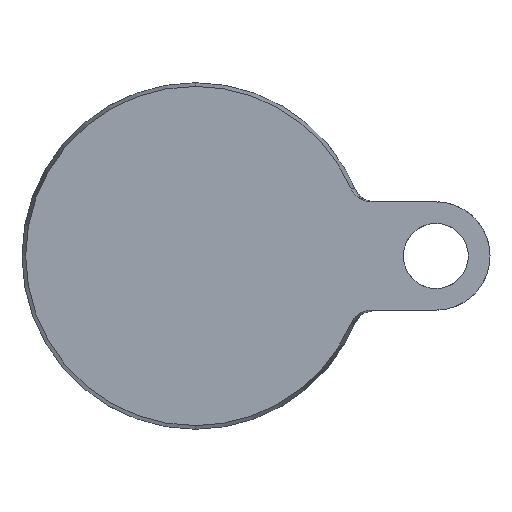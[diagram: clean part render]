
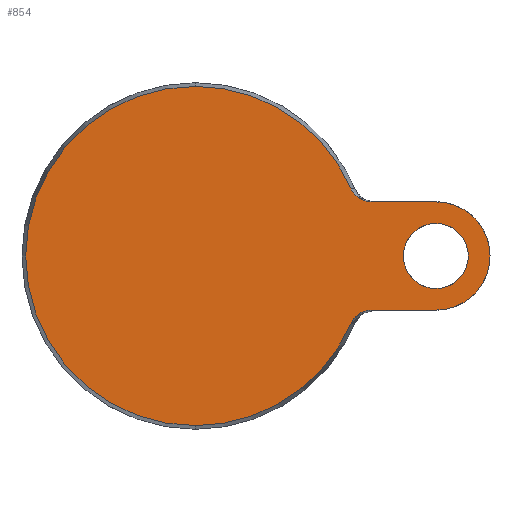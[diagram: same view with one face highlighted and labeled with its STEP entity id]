
A CAD part, front view. The second image highlights one B-rep face of the part: STEP entity #854.
In plain terms, the highlighted planar face has unit normal (0, -1, 0).
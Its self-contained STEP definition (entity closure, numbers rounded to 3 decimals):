
#1 = FACE_OUTER_BOUND ( 'NONE', #186, .T. ) ;
#30 = EDGE_CURVE ( 'NONE', #969, #693, #1086, .T. ) ;
#48 = DIRECTION ( 'NONE',  ( 1., 0., 0. ) ) ;
#67 = CARTESIAN_POINT ( 'NONE',  ( 40.579, 0., -12.5 ) ) ;
#81 = DIRECTION ( 'NONE',  ( 0., 0., -1. ) ) ;
#93 = EDGE_CURVE ( 'NONE', #1058, #1490, #1497, .T. ) ;
#98 = EDGE_CURVE ( 'NONE', #944, #484, #107, .T. ) ;
#107 = CIRCLE ( 'NONE', #1391, 7.5 ) ;
#118 = CARTESIAN_POINT ( 'NONE',  ( 40.579, 0., 12.5 ) ) ;
#122 = CARTESIAN_POINT ( 'NONE',  ( 40.579, 0., 12.5 ) ) ;
#128 = CARTESIAN_POINT ( 'NONE',  ( 0., 0., -39.143 ) ) ;
#130 = ORIENTED_EDGE ( 'NONE', *, *, #1001, .T. ) ;
#135 = CARTESIAN_POINT ( 'NONE',  ( 37.4, 0., 13.603 ) ) ;
#140 = PLANE ( 'NONE',  #1309 ) ;
#145 = CARTESIAN_POINT ( 'NONE',  ( 35.928, 0., 15.535 ) ) ;
#186 = EDGE_LOOP ( 'NONE', ( #535, #1096, #588, #466, #782, #130, #1511, #1601 ) ) ;
#196 = CARTESIAN_POINT ( 'NONE',  ( 37.591, 0., -13.458 ) ) ;
#198 = LINE ( 'NONE', #694, #1434 ) ;
#214 = CARTESIAN_POINT ( 'NONE',  ( 55.5, 0., 7.5 ) ) ;
#231 = AXIS2_PLACEMENT_3D ( 'NONE', #472, #1198, #1227 ) ;
#259 = CARTESIAN_POINT ( 'NONE',  ( 38.897, 0., 12.778 ) ) ;
#265 = CARTESIAN_POINT ( 'NONE',  ( 36.388, 0., 14.659 ) ) ;
#275 = CARTESIAN_POINT ( 'NONE',  ( 55.5, 0., 0. ) ) ;
#296 = ORIENTED_EDGE ( 'NONE', *, *, #490, .T. ) ;
#318 = CARTESIAN_POINT ( 'NONE',  ( 35.928, 0., -15.535 ) ) ;
#355 = DIRECTION ( 'NONE',  ( 0., 0., -1. ) ) ;
#366 = CARTESIAN_POINT ( 'NONE',  ( 37.598, 0., 13.453 ) ) ;
#466 = ORIENTED_EDGE ( 'NONE', *, *, #550, .T. ) ;
#470 = CARTESIAN_POINT ( 'NONE',  ( 38.891, 0., -12.781 ) ) ;
#472 = CARTESIAN_POINT ( 'NONE',  ( 0., 0., 0. ) ) ;
#484 = VERTEX_POINT ( 'NONE', #1415 ) ;
#487 = CARTESIAN_POINT ( 'NONE',  ( 0., 0., 39.143 ) ) ;
#490 = EDGE_CURVE ( 'NONE', #484, #944, #594, .T. ) ;
#505 = CARTESIAN_POINT ( 'NONE',  ( 0., 0., 0. ) ) ;
#515 = CIRCLE ( 'NONE', #231, 39.143 ) ;
#521 = CARTESIAN_POINT ( 'NONE',  ( 40.085, 0., 12.5 ) ) ;
#535 = ORIENTED_EDGE ( 'NONE', *, *, #1624, .F. ) ;
#550 = EDGE_CURVE ( 'NONE', #693, #1478, #515, .T. ) ;
#572 = EDGE_CURVE ( 'NONE', #1490, #1215, #198, .T. ) ;
#588 = ORIENTED_EDGE ( 'NONE', *, *, #30, .T. ) ;
#594 = CIRCLE ( 'NONE', #916, 7.5 ) ;
#658 = LINE ( 'NONE', #666, #1256 ) ;
#666 = CARTESIAN_POINT ( 'NONE',  ( 15., 0., 12.5 ) ) ;
#672 = DIRECTION ( 'NONE',  ( 0., 0., 1. ) ) ;
#693 = VERTEX_POINT ( 'NONE', #487 ) ;
#694 = CARTESIAN_POINT ( 'NONE',  ( 15., 0., -12.5 ) ) ;
#698 = CARTESIAN_POINT ( 'NONE',  ( 39.592, 0., -12.572 ) ) ;
#736 = ORIENTED_EDGE ( 'NONE', *, *, #98, .T. ) ;
#747 = EDGE_CURVE ( 'NONE', #1478, #970, #953, .T. ) ;
#748 = CARTESIAN_POINT ( 'NONE',  ( 38.221, 0., 13.07 ) ) ;
#757 = CARTESIAN_POINT ( 'NONE',  ( 38.008, 0., 13.187 ) ) ;
#764 = CARTESIAN_POINT ( 'NONE',  ( 36.124, 0., 15.081 ) ) ;
#782 = ORIENTED_EDGE ( 'NONE', *, *, #747, .T. ) ;
#790 = DIRECTION ( 'NONE',  ( 0., 1., 0. ) ) ;
#794 = DIRECTION ( 'NONE',  ( 0., 1., 0. ) ) ;
#828 = CARTESIAN_POINT ( 'NONE',  ( 35.928, 0., 15.535 ) ) ;
#854 = ADVANCED_FACE ( 'NONE', ( #1, #907 ), #140, .F. ) ;
#866 = DIRECTION ( 'NONE',  ( 0., 1., 0. ) ) ;
#878 = B_SPLINE_CURVE_WITH_KNOTS ( 'NONE', 3,
 ( #122, #521, #883, #259, #1368, #748, #757, #366, #135, #1380, #1261, #265, #764, #145 ),
 .UNSPECIFIED., .F., .F.,
 ( 4, 2, 2, 2, 2, 2, 4 ),
 ( 0., 0.001, 0.002, 0.003, 0.004, 0.004, 0.006 ),
 .UNSPECIFIED. ) ;
#883 = CARTESIAN_POINT ( 'NONE',  ( 39.603, 0., 12.57 ) ) ;
#907 = FACE_BOUND ( 'NONE', #913, .T. ) ;
#913 = EDGE_LOOP ( 'NONE', ( #296, #736 ) ) ;
#916 = AXIS2_PLACEMENT_3D ( 'NONE', #275, #794, #1063 ) ;
#944 = VERTEX_POINT ( 'NONE', #214 ) ;
#948 = B_SPLINE_CURVE_WITH_KNOTS ( 'NONE', 3,
 ( #1097, #964, #1580, #1565, #957, #971, #196, #1585, #1451, #1349, #470, #698, #1204, #67 ),
 .UNSPECIFIED., .F., .F.,
 ( 4, 2, 2, 2, 2, 2, 4 ),
 ( 0., 0.001, 0.002, 0.003, 0.004, 0.004, 0.006 ),
 .UNSPECIFIED. ) ;
#953 = CIRCLE ( 'NONE', #1278, 39.143 ) ;
#957 = CARTESIAN_POINT ( 'NONE',  ( 37.031, 0., -13.929 ) ) ;
#964 = CARTESIAN_POINT ( 'NONE',  ( 36.124, 0., -15.081 ) ) ;
#969 = VERTEX_POINT ( 'NONE', #828 ) ;
#970 = VERTEX_POINT ( 'NONE', #318 ) ;
#971 = CARTESIAN_POINT ( 'NONE',  ( 37.397, 0., -13.606 ) ) ;
#996 = CARTESIAN_POINT ( 'NONE',  ( 55.5, 0., 0. ) ) ;
#1001 = EDGE_CURVE ( 'NONE', #970, #1215, #948, .T. ) ;
#1058 = VERTEX_POINT ( 'NONE', #1137 ) ;
#1063 = DIRECTION ( 'NONE',  ( 0., 0., 1. ) ) ;
#1077 = DIRECTION ( 'NONE',  ( -1., 0., 0. ) ) ;
#1086 = CIRCLE ( 'NONE', #1547, 39.143 ) ;
#1096 = ORIENTED_EDGE ( 'NONE', *, *, #1470, .T. ) ;
#1097 = CARTESIAN_POINT ( 'NONE',  ( 35.928, 0., -15.535 ) ) ;
#1109 = DIRECTION ( 'NONE',  ( 0., 1., 0. ) ) ;
#1137 = CARTESIAN_POINT ( 'NONE',  ( 55.5, 0., 12.5 ) ) ;
#1142 = VERTEX_POINT ( 'NONE', #118 ) ;
#1163 = CARTESIAN_POINT ( 'NONE',  ( 40.579, 0., -12.5 ) ) ;
#1198 = DIRECTION ( 'NONE',  ( 0., -1., 0. ) ) ;
#1204 = CARTESIAN_POINT ( 'NONE',  ( 40.085, 0., -12.5 ) ) ;
#1206 = DIRECTION ( 'NONE',  ( 0., -1., 0. ) ) ;
#1215 = VERTEX_POINT ( 'NONE', #1163 ) ;
#1227 = DIRECTION ( 'NONE',  ( 0., 0., -1. ) ) ;
#1244 = DIRECTION ( 'NONE',  ( 0., 0., 1. ) ) ;
#1256 = VECTOR ( 'NONE', #48, 1000. ) ;
#1259 = DIRECTION ( 'NONE',  ( 0., 0., -1. ) ) ;
#1261 = CARTESIAN_POINT ( 'NONE',  ( 36.861, 0., 14.101 ) ) ;
#1278 = AXIS2_PLACEMENT_3D ( 'NONE', #505, #1378, #1259 ) ;
#1301 = CARTESIAN_POINT ( 'NONE',  ( -39.143, 0., 0. ) ) ;
#1309 = AXIS2_PLACEMENT_3D ( 'NONE', #1301, #790, #672 ) ;
#1349 = CARTESIAN_POINT ( 'NONE',  ( 38.663, 0., -12.866 ) ) ;
#1368 = CARTESIAN_POINT ( 'NONE',  ( 38.665, 0., 12.866 ) ) ;
#1375 = CARTESIAN_POINT ( 'NONE',  ( 55.5, 0., -12.5 ) ) ;
#1378 = DIRECTION ( 'NONE',  ( 0., -1., 0. ) ) ;
#1380 = CARTESIAN_POINT ( 'NONE',  ( 37.032, 0., 13.927 ) ) ;
#1391 = AXIS2_PLACEMENT_3D ( 'NONE', #1466, #866, #1244 ) ;
#1415 = CARTESIAN_POINT ( 'NONE',  ( 55.5, 0., -7.5 ) ) ;
#1434 = VECTOR ( 'NONE', #1077, 1000. ) ;
#1451 = CARTESIAN_POINT ( 'NONE',  ( 38.218, 0., -13.072 ) ) ;
#1466 = CARTESIAN_POINT ( 'NONE',  ( 55.5, 0., 0. ) ) ;
#1470 = EDGE_CURVE ( 'NONE', #1142, #969, #878, .T. ) ;
#1478 = VERTEX_POINT ( 'NONE', #128 ) ;
#1490 = VERTEX_POINT ( 'NONE', #1375 ) ;
#1496 = AXIS2_PLACEMENT_3D ( 'NONE', #996, #1109, #355 ) ;
#1497 = CIRCLE ( 'NONE', #1496, 12.5 ) ;
#1511 = ORIENTED_EDGE ( 'NONE', *, *, #572, .F. ) ;
#1547 = AXIS2_PLACEMENT_3D ( 'NONE', #1574, #1206, #81 ) ;
#1565 = CARTESIAN_POINT ( 'NONE',  ( 36.857, 0., -14.106 ) ) ;
#1574 = CARTESIAN_POINT ( 'NONE',  ( 0., 0., 0. ) ) ;
#1580 = CARTESIAN_POINT ( 'NONE',  ( 36.381, 0., -14.668 ) ) ;
#1585 = CARTESIAN_POINT ( 'NONE',  ( 38., 0., -13.192 ) ) ;
#1601 = ORIENTED_EDGE ( 'NONE', *, *, #93, .F. ) ;
#1624 = EDGE_CURVE ( 'NONE', #1142, #1058, #658, .T. ) ;
